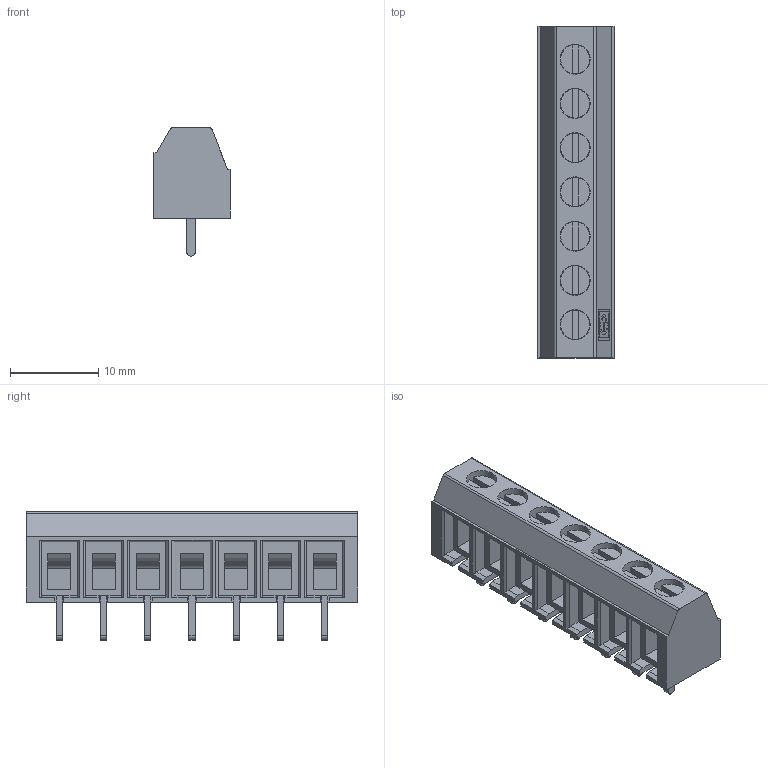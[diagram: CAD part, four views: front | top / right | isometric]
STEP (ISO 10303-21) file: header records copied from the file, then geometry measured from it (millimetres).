
FILE_DESCRIPTION(('STEP AP214'),'1');
FILE_NAME('MBE157-5-V-TH-BK.stp','2025-05-16T12:38:23',(' '),(' '),'Spatial InterOp 3D',' ',' ');
FILE_SCHEMA(('AUTOMOTIVE_DESIGN { 1 0 10303 214 1 1 1 1 }'));
Length unit declared in the file: metre
Products named in the file (1): 1747407698
Bounding box: 8.6 x 37.5 x 14.5 mm (x, y, z)
Volume: 2249.4 mm3; surface area: 2607.8 mm2
Topology: 1 solids, 1 shells, 337 faces, 912 edges, 608 vertices
Faces by surface type: plane 295, cylinder 34, torus 7, extrusion 1
Full cylindrical faces by diameter (mm): 3.3 x7, 3.4 x7
Entity records: 12963 total; most frequent: CARTESIAN_POINT 1827, ORIENTED_EDGE 1754, DIRECTION 1646, EDGE_CURVE 877, VECTOR 780, LINE 779, VERTEX_POINT 594, AXIS2_PLACEMENT_3D 433
